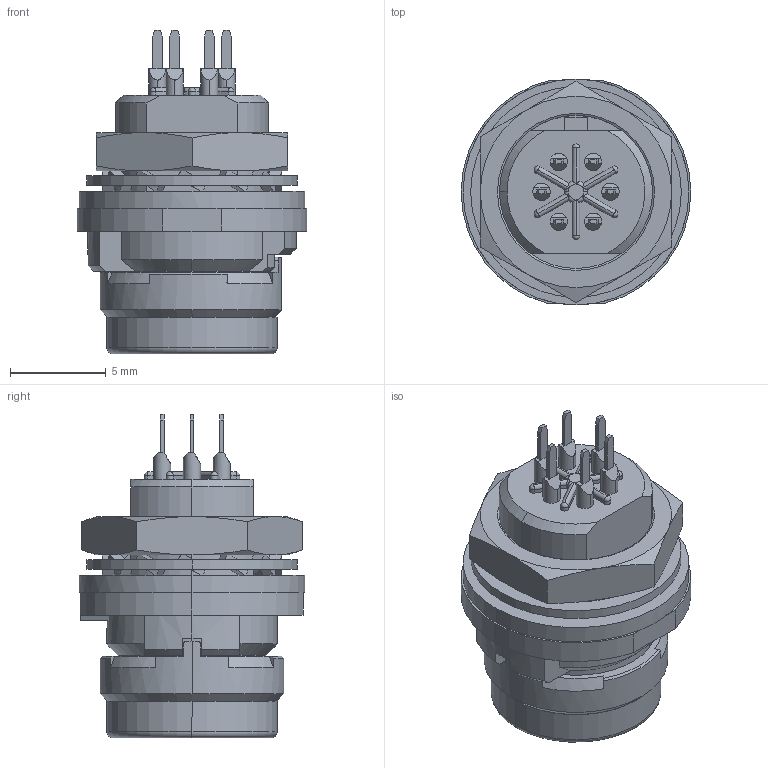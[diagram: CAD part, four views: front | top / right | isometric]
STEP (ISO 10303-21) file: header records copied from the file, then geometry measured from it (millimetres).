
FILE_DESCRIPTION(('CoCreate Modeling STEP Export'),'2;1');
FILE_NAME('HR30-6R-6PD.stp','2010-03-10T14:46:17',(''),(''),'CoCreate Modeling STEP processor for AP214 (Solid Model)','CoCreate Modeling 16.00B 02-Dec-2008 (C) Parametric Technology GmbH','');
FILE_SCHEMA(('AUTOMOTIVE_DESIGN { 1 0 10303 214 1 1 1 1 }'));
Length unit declared in the file: millimetre
Products named in the file (1): HR30-6R-6PS
Bounding box: 12 x 11.8 x 16.9 mm (x, y, z)
Volume: 790.3 mm3; surface area: 1193.9 mm2
Topology: 1 solids, 1 shells, 405 faces, 1150 edges, 717 vertices
Faces by surface type: plane 203, cylinder 143, cone 43, torus 10, sphere 6
Entity records: 13912 total; most frequent: CARTESIAN_POINT 3984, ORIENTED_EDGE 2288, DIRECTION 1905, EDGE_CURVE 1144, VERTEX_POINT 717, AXIS2_PLACEMENT_3D 698, VECTOR 509, LINE 509
